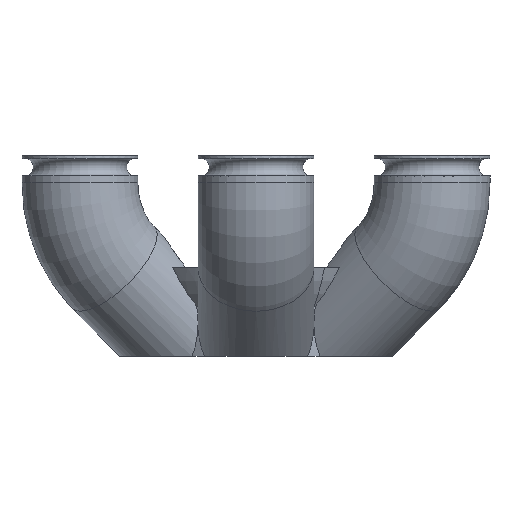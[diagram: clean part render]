
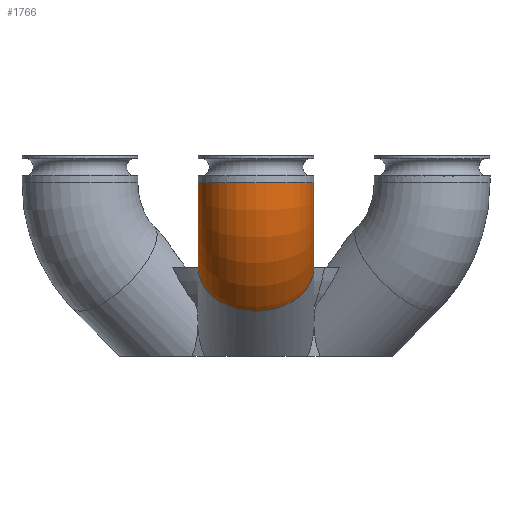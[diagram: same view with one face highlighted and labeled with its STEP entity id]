
A CAD part, left-side view. The second image highlights one B-rep face of the part: STEP entity #1766.
In plain terms, the highlighted toroidal (fillet/blend) face has major radius 14.6 mm and minor radius 7.5 mm.
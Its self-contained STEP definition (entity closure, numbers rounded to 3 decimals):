
#33=TOROIDAL_SURFACE('',#1936,14.6,7.5);
#115=B_SPLINE_CURVE_WITH_KNOTS('',3,(#3299,#3300,#3301,#3302,#3303,#3304,
#3305,#3306),.UNSPECIFIED.,.F.,.F.,(4,2,2,4),(-0.456,-0.438,
-0.385,-0.317),.UNSPECIFIED.);
#116=B_SPLINE_CURVE_WITH_KNOTS('',3,(#3308,#3309,#3310,#3311,#3312,#3313,
#3314,#3315),.UNSPECIFIED.,.F.,.F.,(4,2,2,4),(-0.591,-0.54,
-0.482,-0.456),.UNSPECIFIED.);
#330=FACE_OUTER_BOUND('',#430,.T.);
#430=EDGE_LOOP('',(#1343,#1344,#1345,#1346,#1347,#1348));
#563=CIRCLE('',#1937,7.1);
#564=CIRCLE('',#1938,7.5);
#565=CIRCLE('',#1939,7.5);
#725=VERTEX_POINT('',#3288);
#727=VERTEX_POINT('',#3298);
#728=VERTEX_POINT('',#3307);
#730=VERTEX_POINT('',#3327);
#958=EDGE_CURVE('',#727,#725,#115,.T.);
#959=EDGE_CURVE('',#728,#727,#116,.T.);
#962=EDGE_CURVE('',#727,#730,#563,.T.);
#963=EDGE_CURVE('',#730,#730,#564,.T.);
#964=EDGE_CURVE('',#728,#725,#565,.T.);
#1343=ORIENTED_EDGE('',*,*,#959,.T.);
#1344=ORIENTED_EDGE('',*,*,#962,.T.);
#1345=ORIENTED_EDGE('',*,*,#963,.T.);
#1346=ORIENTED_EDGE('',*,*,#962,.F.);
#1347=ORIENTED_EDGE('',*,*,#958,.T.);
#1348=ORIENTED_EDGE('',*,*,#964,.F.);
#1766=ADVANCED_FACE('',(#330),#33,.T.);
#1936=AXIS2_PLACEMENT_3D('',#3326,#2264,#2265);
#1937=AXIS2_PLACEMENT_3D('',#3328,#2266,#2267);
#1938=AXIS2_PLACEMENT_3D('',#3329,#2268,#2269);
#1939=AXIS2_PLACEMENT_3D('',#3330,#2270,#2271);
#2264=DIRECTION('center_axis',(0.,-1.,0.));
#2265=DIRECTION('ref_axis',(0.,0.,1.));
#2266=DIRECTION('center_axis',(0.,1.,0.));
#2267=DIRECTION('ref_axis',(0.,0.,1.));
#2268=DIRECTION('center_axis',(0.,0.,-1.));
#2269=DIRECTION('ref_axis',(-1.,0.,0.));
#2270=DIRECTION('center_axis',(0.753,0.,-0.658));
#2271=DIRECTION('ref_axis',(-0.658,0.,-0.753));
#3288=CARTESIAN_POINT('',(-16.489,1.362,5.557));
#3298=CARTESIAN_POINT('',(-16.603,0.,5.828));
#3299=CARTESIAN_POINT('Ctrl Pts',(-16.603,0.,
5.828));
#3300=CARTESIAN_POINT('Ctrl Pts',(-16.603,0.061,
5.828));
#3301=CARTESIAN_POINT('Ctrl Pts',(-16.602,0.121,5.827));
#3302=CARTESIAN_POINT('Ctrl Pts',(-16.597,0.359,5.814));
#3303=CARTESIAN_POINT('Ctrl Pts',(-16.587,0.534,5.79));
#3304=CARTESIAN_POINT('Ctrl Pts',(-16.552,0.931,5.707));
#3305=CARTESIAN_POINT('Ctrl Pts',(-16.524,1.15,5.639));
#3306=CARTESIAN_POINT('Ctrl Pts',(-16.489,1.362,5.557));
#3307=CARTESIAN_POINT('',(-16.489,-1.362,5.557));
#3308=CARTESIAN_POINT('Ctrl Pts',(-16.489,-1.362,5.557));
#3309=CARTESIAN_POINT('Ctrl Pts',(-16.521,-1.168,5.632));
#3310=CARTESIAN_POINT('Ctrl Pts',(-16.544,-0.99,
5.687));
#3311=CARTESIAN_POINT('Ctrl Pts',(-16.579,-0.639,
5.772));
#3312=CARTESIAN_POINT('Ctrl Pts',(-16.592,-0.45,
5.803));
#3313=CARTESIAN_POINT('Ctrl Pts',(-16.601,-0.172,
5.825));
#3314=CARTESIAN_POINT('Ctrl Pts',(-16.603,-0.086,
5.828));
#3315=CARTESIAN_POINT('Ctrl Pts',(-16.603,0.,
5.828));
#3326=CARTESIAN_POINT('Origin',(-11.738,0.,
11.));
#3327=CARTESIAN_POINT('',(-18.838,0.,11.));
#3328=CARTESIAN_POINT('Origin',(-11.738,0.,
11.));
#3329=CARTESIAN_POINT('Origin',(-26.338,0.,
11.));
#3330=CARTESIAN_POINT('Origin',(-21.338,0.,
0.));
